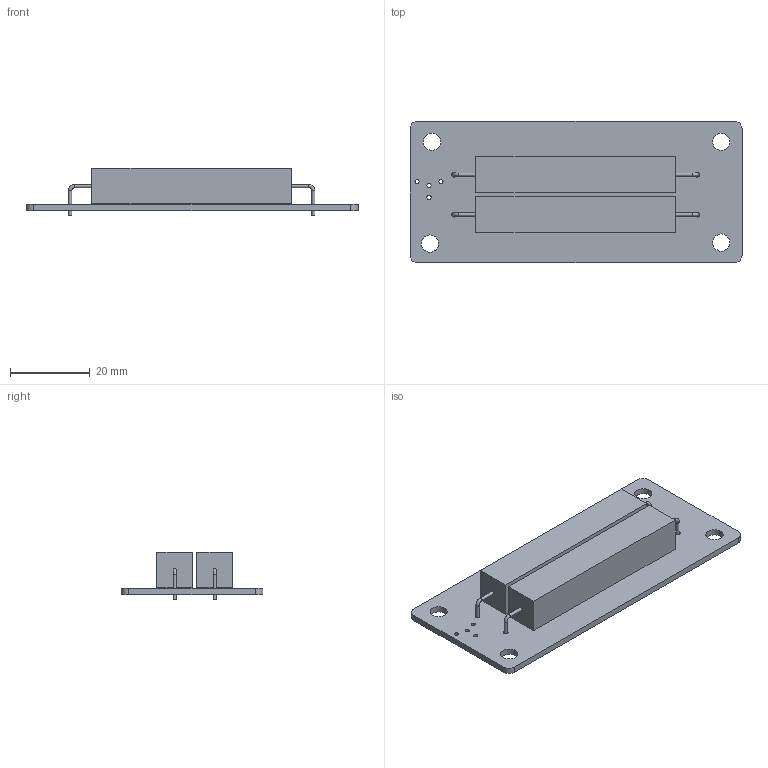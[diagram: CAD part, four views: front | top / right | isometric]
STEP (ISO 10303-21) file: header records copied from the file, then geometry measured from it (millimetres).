
FILE_DESCRIPTION(('KiCad electronic assembly'),'2;1');
FILE_NAME('random_shit_board.step','2024-08-29T18:39:07',('Pcbnew'),( 'Kicad'),'Open CASCADE STEP processor 7.7','KiCad to STEP converter' ,'Unknown');
FILE_SCHEMA(('AUTOMOTIVE_DESIGN { 1 0 10303 214 1 1 1 1 }'));
Length unit declared in the file: millimetre
Products named in the file (4): random_shit_board 1; R_Axial_Power_L50.0mm_W9.0mm_P60.96mm; R_Axial_Power_L500mm_W90mm_P6096mm; random_shit_board_PCB
Assembly tree (4 placements, depth 3):
  random_shit_board 1
    R_Axial_Power_L50.0mm_W9.0mm_P60.96mm  x2
      R_Axial_Power_L500mm_W90mm_P6096mm
    random_shit_board_PCB
Bounding box: 83.19 x 35.56 x 12 mm (x, y, z)
Volume: 12747.6 mm3; surface area: 10333.3 mm2
Topology: 3 solids, 3 shells, 50 faces, 112 edges, 72 vertices
Faces by surface type: cylinder 24, plane 22, torus 4
Full cylindrical faces by diameter (mm): 0.8 x8, 1.02 x4, 1.2 x4, 4.3 x4
Entity records: 1288 total; most frequent: DIRECTION 210, CARTESIAN_POINT 183, ORIENTED_EDGE 172, EDGE_CURVE 86, AXIS2_PLACEMENT_3D 83, FACE_BOUND 62, EDGE_LOOP 62, VERTEX_POINT 56
